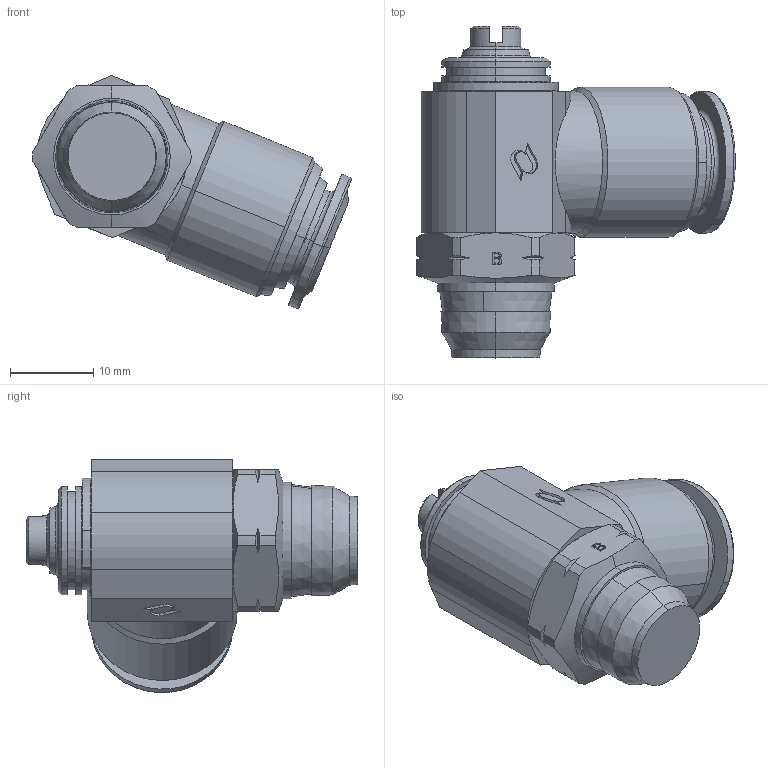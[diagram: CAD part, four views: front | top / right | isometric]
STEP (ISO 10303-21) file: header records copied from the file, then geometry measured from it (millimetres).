
FILE_DESCRIPTION (( 'STEP AP214' ), '1' );
FILE_NAME ('5792000017A.step', '2012-10-22T17:42:07', ( '' ), ( '' ), 'SwSTEP 2.0', 'SolidWorks 2012', '' );
FILE_SCHEMA (( 'AUTOMOTIVE_DESIGN' ));
Length unit declared in the file: millimetre
Products named in the file (1): 5792000017A
Bounding box: 38.23 x 39.84 x 27.98 mm (x, y, z)
Volume: 11756.6 mm3; surface area: 5484.2 mm2
Topology: 1 solids, 1 shells, 240 faces, 581 edges, 362 vertices
Faces by surface type: cylinder 76, plane 72, cone 60, torus 22, bspline 10
Entity records: 8796 total; most frequent: CARTESIAN_POINT 1976, DIRECTION 1225, ORIENTED_EDGE 1162, EDGE_CURVE 581, AXIS2_PLACEMENT_3D 487, VERTEX_POINT 362, EDGE_LOOP 261, CIRCLE 256
